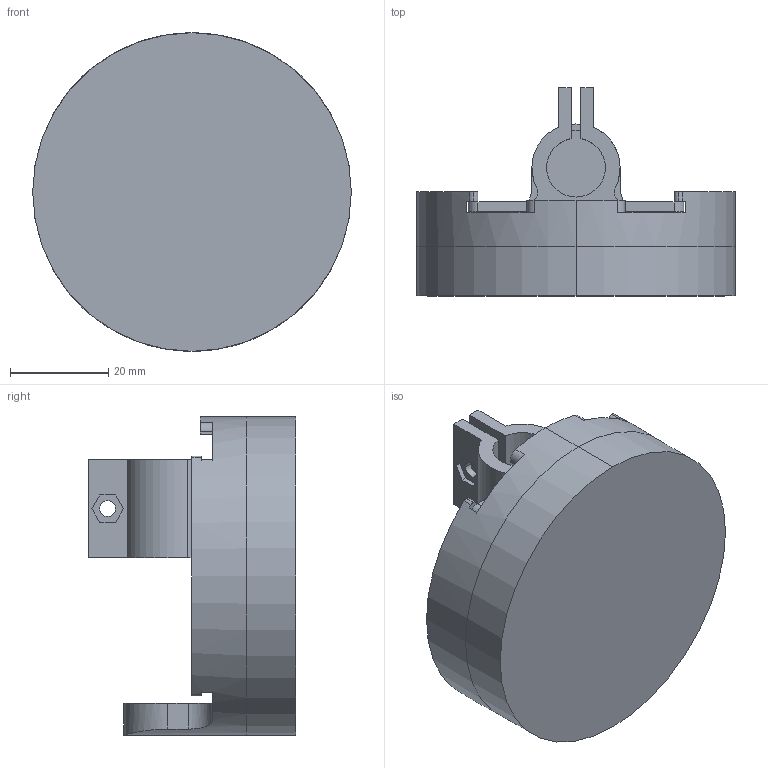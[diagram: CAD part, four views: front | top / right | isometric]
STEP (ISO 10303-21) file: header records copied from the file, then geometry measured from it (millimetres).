
FILE_DESCRIPTION (( 'STEP AP214' ), '1' );
FILE_NAME ('Brush_gripper.STEP', '2021-03-26T10:11:29', ( '' ), ( '' ), 'SwSTEP 2.0', 'SolidWorks 2017', '' );
FILE_SCHEMA (( 'AUTOMOTIVE_DESIGN' ));
Length unit declared in the file: millimetre
Products named in the file (4): disk; KukaFlange; Brush_gripper; brush_holder
Assembly tree (3 placements, depth 2):
  Brush_gripper
    KukaFlange
    disk
    brush_holder
Bounding box: 65 x 42.42 x 65 mm (x, y, z)
Volume: 62947.3 mm3; surface area: 26185.7 mm2
Topology: 3 solids, 3 shells, 138 faces, 349 edges, 230 vertices
Faces by surface type: cylinder 75, plane 55, cone 8
Entity records: 4484 total; most frequent: CARTESIAN_POINT 807, DIRECTION 798, ORIENTED_EDGE 698, EDGE_CURVE 349, AXIS2_PLACEMENT_3D 309, VERTEX_POINT 230, LINE 180, VECTOR 180
